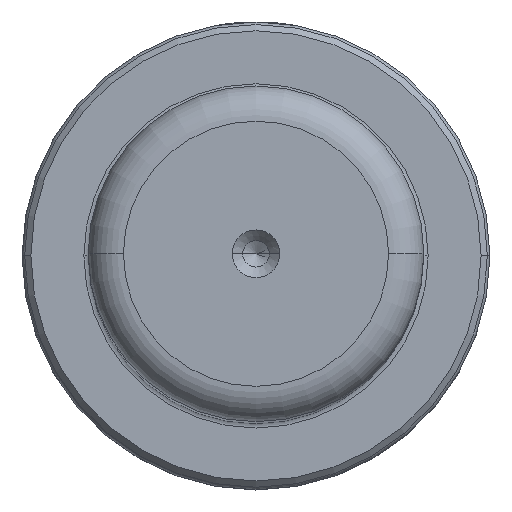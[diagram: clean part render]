
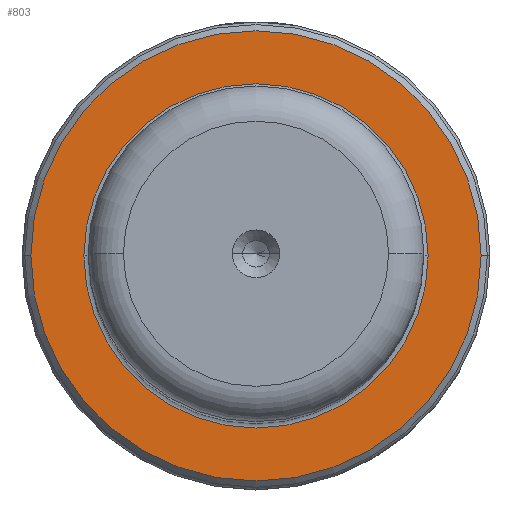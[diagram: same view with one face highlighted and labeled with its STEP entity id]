
A CAD part, top view. The second image highlights one B-rep face of the part: STEP entity #803.
In plain terms, the highlighted planar face has unit normal (0, 0, 1).
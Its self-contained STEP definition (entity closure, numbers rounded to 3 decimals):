
#33 = ORIENTED_EDGE ( 'NONE', *, *, #2300, .T. ) ;
#193 = DIRECTION ( 'NONE',  ( 0., 0., -1. ) ) ;
#316 = CIRCLE ( 'NONE', #3042, 19.5 ) ;
#412 = CARTESIAN_POINT ( 'NONE',  ( 0., 0., 39. ) ) ;
#592 = CARTESIAN_POINT ( 'NONE',  ( 0., 0., 39. ) ) ;
#667 = DIRECTION ( 'NONE',  ( 0., 0., 1. ) ) ;
#671 = EDGE_LOOP ( 'NONE', ( #1547, #33 ) ) ;
#689 = DIRECTION ( 'NONE',  ( 0., 0., 1. ) ) ;
#690 = CARTESIAN_POINT ( 'NONE',  ( 0., 0., 39. ) ) ;
#729 = CARTESIAN_POINT ( 'NONE',  ( 0., 0., 39. ) ) ;
#803 = ADVANCED_FACE ( 'NONE', ( #1508, #1705 ), #2052, .T. ) ;
#929 = CARTESIAN_POINT ( 'NONE',  ( 25.5, 0., 39. ) ) ;
#948 = EDGE_CURVE ( 'NONE', #1727, #1587, #316, .T. ) ;
#1124 = AXIS2_PLACEMENT_3D ( 'NONE', #729, #2835, #1952 ) ;
#1214 = EDGE_LOOP ( 'NONE', ( #2317, #2930 ) ) ;
#1420 = EDGE_CURVE ( 'NONE', #2444, #2343, #1773, .T. ) ;
#1429 = AXIS2_PLACEMENT_3D ( 'NONE', #412, #689, #2028 ) ;
#1508 = FACE_BOUND ( 'NONE', #1214, .T. ) ;
#1547 = ORIENTED_EDGE ( 'NONE', *, *, #1420, .T. ) ;
#1587 = VERTEX_POINT ( 'NONE', #3029 ) ;
#1705 = FACE_OUTER_BOUND ( 'NONE', #671, .T. ) ;
#1721 = DIRECTION ( 'NONE',  ( 1., 0., 0. ) ) ;
#1727 = VERTEX_POINT ( 'NONE', #3330 ) ;
#1773 = CIRCLE ( 'NONE', #2057, 25.5 ) ;
#1815 = CARTESIAN_POINT ( 'NONE',  ( 0., 0., 39. ) ) ;
#1952 = DIRECTION ( 'NONE',  ( 1., 0., 0. ) ) ;
#1990 = CIRCLE ( 'NONE', #1429, 25.5 ) ;
#2028 = DIRECTION ( 'NONE',  ( 1., 0., 0. ) ) ;
#2052 = PLANE ( 'NONE',  #1124 ) ;
#2057 = AXIS2_PLACEMENT_3D ( 'NONE', #592, #667, #1721 ) ;
#2300 = EDGE_CURVE ( 'NONE', #2343, #2444, #1990, .T. ) ;
#2309 = DIRECTION ( 'NONE',  ( -1., 0., 0. ) ) ;
#2317 = ORIENTED_EDGE ( 'NONE', *, *, #2633, .T. ) ;
#2326 = DIRECTION ( 'NONE',  ( -1., 0., 0. ) ) ;
#2343 = VERTEX_POINT ( 'NONE', #929 ) ;
#2396 = CIRCLE ( 'NONE', #3069, 19.5 ) ;
#2444 = VERTEX_POINT ( 'NONE', #2550 ) ;
#2550 = CARTESIAN_POINT ( 'NONE',  ( -25.5, 0., 39. ) ) ;
#2633 = EDGE_CURVE ( 'NONE', #1587, #1727, #2396, .T. ) ;
#2635 = DIRECTION ( 'NONE',  ( 0., 0., -1. ) ) ;
#2835 = DIRECTION ( 'NONE',  ( 0., 0., 1. ) ) ;
#2930 = ORIENTED_EDGE ( 'NONE', *, *, #948, .T. ) ;
#3029 = CARTESIAN_POINT ( 'NONE',  ( -19.5, 0., 39. ) ) ;
#3042 = AXIS2_PLACEMENT_3D ( 'NONE', #690, #193, #2326 ) ;
#3069 = AXIS2_PLACEMENT_3D ( 'NONE', #1815, #2635, #2309 ) ;
#3330 = CARTESIAN_POINT ( 'NONE',  ( 19.5, 0., 39. ) ) ;
